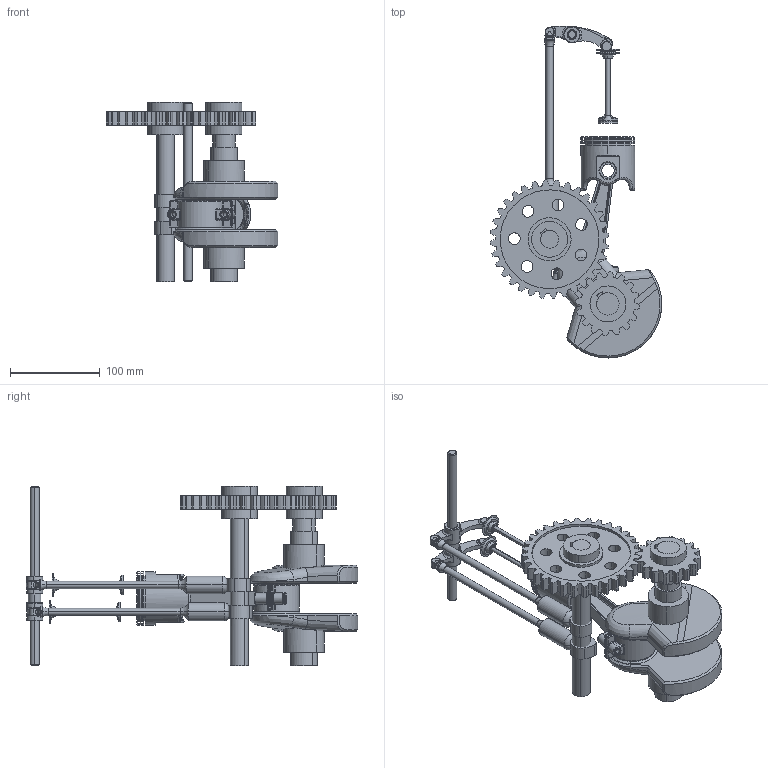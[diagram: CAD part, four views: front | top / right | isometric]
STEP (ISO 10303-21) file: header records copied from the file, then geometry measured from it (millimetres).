
FILE_DESCRIPTION (( 'STEP AP203' ), '1' );
FILE_NAME ('214103226.STEP', '2022-02-11T13:02:57', ( '' ), ( '' ), 'SwSTEP 2.0', 'SolidWorks 2019', '' );
FILE_SCHEMA (( 'CONFIG_CONTROL_DESIGN' ));
Length unit declared in the file: millimetre
Products named in the file (16): Retainer; piston pin; Valve; cam shaft; valve spring retainer; gear 1; Assem10; Crank Shaft; shaft; gear 2; connecting rod; Rocker arm; 214103226; connecting rod cover; Rod; piston
Assembly tree (20 placements, depth 3):
  214103226
    Crank Shaft
    connecting rod
    connecting rod cover
    piston
    piston pin
    cam shaft
    gear 1
    shaft
    Rocker arm  x2
    Rod  x2
    Assem10
      Retainer
      Valve
      valve spring retainer
    Valve
    Retainer
    valve spring retainer
    gear 2
Bounding box: 191.08 x 369.64 x 200 mm (x, y, z)
Volume: 1033750.4 mm3; surface area: 238804.1 mm2
Topology: 21 solids, 21 shells, 1081 faces, 2649 edges, 1595 vertices
Faces by surface type: cylinder 438, plane 231, torus 189, bspline 108, cone 61, sphere 54
Entity records: 37808 total; most frequent: CARTESIAN_POINT 13866, DIRECTION 4859, ORIENTED_EDGE 4570, EDGE_CURVE 2285, AXIS2_PLACEMENT_3D 2051, VERTEX_POINT 1399, CIRCLE 1175, EDGE_LOOP 1024
